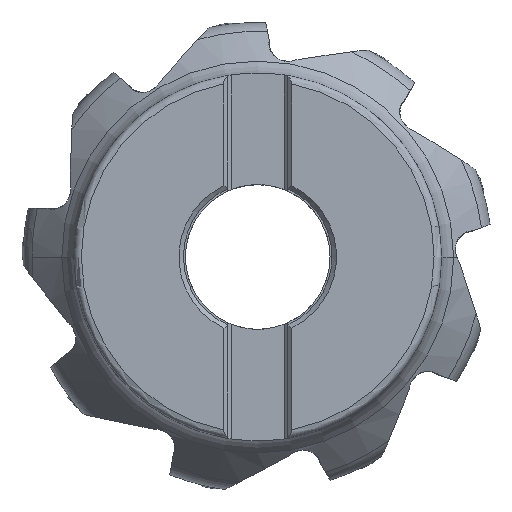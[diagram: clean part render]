
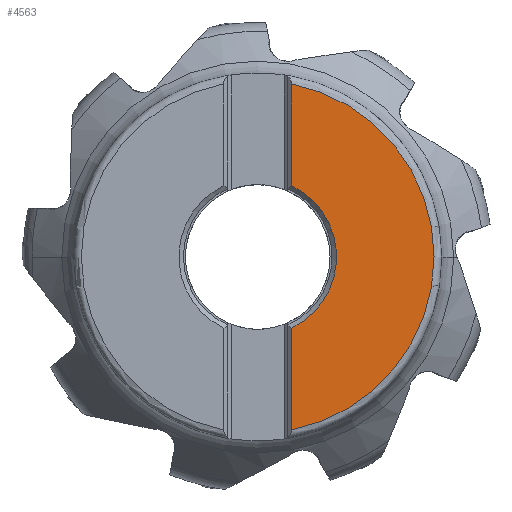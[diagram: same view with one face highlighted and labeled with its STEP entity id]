
A CAD part, top view. The second image highlights one B-rep face of the part: STEP entity #4563.
In plain terms, the highlighted planar face has unit normal (0, 0, 1).
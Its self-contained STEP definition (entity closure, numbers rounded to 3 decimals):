
#1388=PLANE('',#24107);
#2307=LINE('',#54745,#3424);
#2308=LINE('',#54746,#3425);
#3424=VECTOR('',#28675,1.);
#3425=VECTOR('',#28676,1.);
#4563=ADVANCED_FACE('',(#5906),#1388,.F.);
#5906=FACE_OUTER_BOUND('',#7180,.T.);
#7180=EDGE_LOOP('',(#14023,#14024,#14025,#14026));
#14023=ORIENTED_EDGE('',*,*,#20724,.T.);
#14024=ORIENTED_EDGE('',*,*,#20725,.T.);
#14025=ORIENTED_EDGE('',*,*,#20716,.T.);
#14026=ORIENTED_EDGE('',*,*,#20726,.T.);
#17580=VERTEX_POINT('',#54673);
#17581=VERTEX_POINT('',#54674);
#17586=VERTEX_POINT('',#54743);
#17587=VERTEX_POINT('',#54744);
#20716=EDGE_CURVE('',#17580,#17581,#21999,.T.);
#20724=EDGE_CURVE('',#17586,#17587,#22002,.T.);
#20725=EDGE_CURVE('',#17587,#17580,#2307,.T.);
#20726=EDGE_CURVE('',#17581,#17586,#2308,.T.);
#21999=CIRCLE('',#24101,46.419);
#22002=CIRCLE('',#24106,20.75);
#24101=AXIS2_PLACEMENT_3D('',#54672,#28662,#28663);
#24106=AXIS2_PLACEMENT_3D('',#54742,#28673,#28674);
#24107=AXIS2_PLACEMENT_3D('',#54747,#28677,#28678);
#28662=DIRECTION('',(0.,0.,1.));
#28663=DIRECTION('',(0.193,-0.981,0.));
#28673=DIRECTION('',(0.,0.,-1.));
#28674=DIRECTION('',(0.431,0.902,0.));
#28675=DIRECTION('',(0.,-1.,0.));
#28676=DIRECTION('',(0.,-1.,0.));
#28677=DIRECTION('',(0.,0.,-1.));
#28678=DIRECTION('',(-1.,0.,0.));
#54672=CARTESIAN_POINT('',(0.,0.,0.));
#54673=CARTESIAN_POINT('',(8.938,-45.55,0.));
#54674=CARTESIAN_POINT('',(8.938,45.55,0.));
#54742=CARTESIAN_POINT('',(0.,0.,0.));
#54743=CARTESIAN_POINT('',(8.938,18.727,0.));
#54744=CARTESIAN_POINT('',(8.938,-18.727,0.));
#54745=CARTESIAN_POINT('',(8.938,-18.727,0.));
#54746=CARTESIAN_POINT('',(8.938,45.55,0.));
#54747=CARTESIAN_POINT('',(0.,0.,0.));
